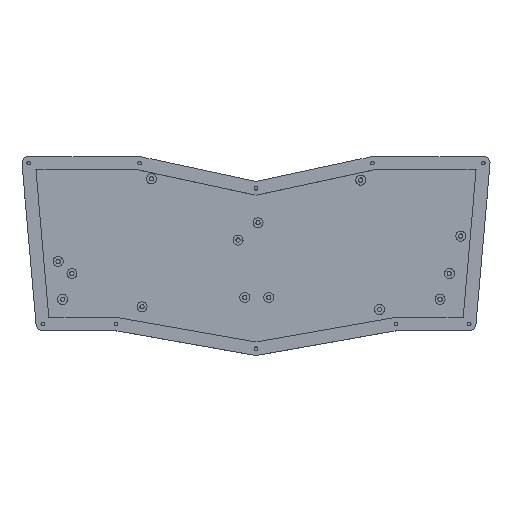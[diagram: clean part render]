
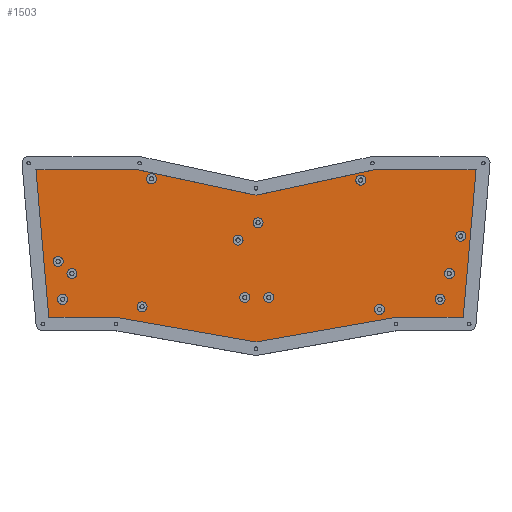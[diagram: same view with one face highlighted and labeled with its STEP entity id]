
A CAD part, top view. The second image highlights one B-rep face of the part: STEP entity #1503.
In plain terms, the highlighted planar face has unit normal (0, 0, 1).
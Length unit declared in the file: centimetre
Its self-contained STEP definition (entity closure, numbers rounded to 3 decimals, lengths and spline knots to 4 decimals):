
#27=FACE_BOUND('',#260,.T.);
#28=FACE_BOUND('',#261,.T.);
#29=FACE_BOUND('',#262,.T.);
#30=FACE_BOUND('',#263,.T.);
#31=FACE_BOUND('',#264,.T.);
#32=FACE_BOUND('',#265,.T.);
#33=FACE_BOUND('',#266,.T.);
#34=FACE_BOUND('',#267,.T.);
#35=FACE_BOUND('',#268,.T.);
#36=FACE_BOUND('',#269,.T.);
#37=FACE_BOUND('',#270,.T.);
#38=FACE_BOUND('',#271,.T.);
#39=FACE_BOUND('',#272,.T.);
#40=FACE_BOUND('',#273,.T.);
#65=PLANE('',#1648);
#138=FACE_OUTER_BOUND('',#259,.T.);
#259=EDGE_LOOP('',(#1166,#1167,#1168,#1169,#1170,#1171,#1172,#1173,#1174,
#1175));
#260=EDGE_LOOP('',(#1176));
#261=EDGE_LOOP('',(#1177));
#262=EDGE_LOOP('',(#1178));
#263=EDGE_LOOP('',(#1179));
#264=EDGE_LOOP('',(#1180));
#265=EDGE_LOOP('',(#1181));
#266=EDGE_LOOP('',(#1182));
#267=EDGE_LOOP('',(#1183));
#268=EDGE_LOOP('',(#1184));
#269=EDGE_LOOP('',(#1185));
#270=EDGE_LOOP('',(#1186));
#271=EDGE_LOOP('',(#1187));
#272=EDGE_LOOP('',(#1188));
#273=EDGE_LOOP('',(#1189));
#424=LINE('',#2493,#532);
#425=LINE('',#2495,#533);
#426=LINE('',#2497,#534);
#427=LINE('',#2499,#535);
#428=LINE('',#2501,#536);
#429=LINE('',#2503,#537);
#430=LINE('',#2505,#538);
#431=LINE('',#2507,#539);
#432=LINE('',#2509,#540);
#433=LINE('',#2510,#541);
#532=VECTOR('',#1966,1.);
#533=VECTOR('',#1967,1.);
#534=VECTOR('',#1968,1.);
#535=VECTOR('',#1969,1.);
#536=VECTOR('',#1970,1.);
#537=VECTOR('',#1971,1.);
#538=VECTOR('',#1972,1.);
#539=VECTOR('',#1973,1.);
#540=VECTOR('',#1974,1.);
#541=VECTOR('',#1975,1.);
#621=CIRCLE('',#1646,0.375);
#622=CIRCLE('',#1649,0.375);
#623=CIRCLE('',#1650,0.375);
#624=CIRCLE('',#1651,0.375);
#625=CIRCLE('',#1652,0.375);
#626=CIRCLE('',#1653,0.375);
#627=CIRCLE('',#1654,0.375);
#628=CIRCLE('',#1655,0.375);
#629=CIRCLE('',#1656,0.375);
#630=CIRCLE('',#1657,0.375);
#631=CIRCLE('',#1658,0.375);
#632=CIRCLE('',#1659,0.375);
#633=CIRCLE('',#1660,0.375);
#634=CIRCLE('',#1661,0.375);
#747=VERTEX_POINT('',#2486);
#748=VERTEX_POINT('',#2491);
#749=VERTEX_POINT('',#2492);
#750=VERTEX_POINT('',#2494);
#751=VERTEX_POINT('',#2496);
#752=VERTEX_POINT('',#2498);
#753=VERTEX_POINT('',#2500);
#754=VERTEX_POINT('',#2502);
#755=VERTEX_POINT('',#2504);
#756=VERTEX_POINT('',#2506);
#757=VERTEX_POINT('',#2508);
#758=VERTEX_POINT('',#2511);
#759=VERTEX_POINT('',#2513);
#760=VERTEX_POINT('',#2515);
#761=VERTEX_POINT('',#2517);
#762=VERTEX_POINT('',#2519);
#763=VERTEX_POINT('',#2521);
#764=VERTEX_POINT('',#2523);
#765=VERTEX_POINT('',#2525);
#766=VERTEX_POINT('',#2527);
#767=VERTEX_POINT('',#2529);
#768=VERTEX_POINT('',#2531);
#769=VERTEX_POINT('',#2533);
#770=VERTEX_POINT('',#2535);
#905=EDGE_CURVE('',#747,#747,#621,.T.);
#906=EDGE_CURVE('',#748,#749,#424,.T.);
#907=EDGE_CURVE('',#749,#750,#425,.T.);
#908=EDGE_CURVE('',#750,#751,#426,.T.);
#909=EDGE_CURVE('',#751,#752,#427,.T.);
#910=EDGE_CURVE('',#752,#753,#428,.T.);
#911=EDGE_CURVE('',#753,#754,#429,.T.);
#912=EDGE_CURVE('',#754,#755,#430,.T.);
#913=EDGE_CURVE('',#755,#756,#431,.T.);
#914=EDGE_CURVE('',#756,#757,#432,.T.);
#915=EDGE_CURVE('',#757,#748,#433,.T.);
#916=EDGE_CURVE('',#758,#758,#622,.T.);
#917=EDGE_CURVE('',#759,#759,#623,.T.);
#918=EDGE_CURVE('',#760,#760,#624,.T.);
#919=EDGE_CURVE('',#761,#761,#625,.T.);
#920=EDGE_CURVE('',#762,#762,#626,.T.);
#921=EDGE_CURVE('',#763,#763,#627,.T.);
#922=EDGE_CURVE('',#764,#764,#628,.T.);
#923=EDGE_CURVE('',#765,#765,#629,.T.);
#924=EDGE_CURVE('',#766,#766,#630,.T.);
#925=EDGE_CURVE('',#767,#767,#631,.T.);
#926=EDGE_CURVE('',#768,#768,#632,.T.);
#927=EDGE_CURVE('',#769,#769,#633,.T.);
#928=EDGE_CURVE('',#770,#770,#634,.T.);
#1166=ORIENTED_EDGE('',*,*,#906,.T.);
#1167=ORIENTED_EDGE('',*,*,#907,.T.);
#1168=ORIENTED_EDGE('',*,*,#908,.T.);
#1169=ORIENTED_EDGE('',*,*,#909,.T.);
#1170=ORIENTED_EDGE('',*,*,#910,.T.);
#1171=ORIENTED_EDGE('',*,*,#911,.T.);
#1172=ORIENTED_EDGE('',*,*,#912,.T.);
#1173=ORIENTED_EDGE('',*,*,#913,.T.);
#1174=ORIENTED_EDGE('',*,*,#914,.T.);
#1175=ORIENTED_EDGE('',*,*,#915,.T.);
#1176=ORIENTED_EDGE('',*,*,#916,.T.);
#1177=ORIENTED_EDGE('',*,*,#917,.T.);
#1178=ORIENTED_EDGE('',*,*,#918,.F.);
#1179=ORIENTED_EDGE('',*,*,#919,.F.);
#1180=ORIENTED_EDGE('',*,*,#920,.F.);
#1181=ORIENTED_EDGE('',*,*,#921,.F.);
#1182=ORIENTED_EDGE('',*,*,#922,.F.);
#1183=ORIENTED_EDGE('',*,*,#923,.F.);
#1184=ORIENTED_EDGE('',*,*,#924,.F.);
#1185=ORIENTED_EDGE('',*,*,#925,.F.);
#1186=ORIENTED_EDGE('',*,*,#926,.F.);
#1187=ORIENTED_EDGE('',*,*,#927,.F.);
#1188=ORIENTED_EDGE('',*,*,#928,.T.);
#1189=ORIENTED_EDGE('',*,*,#905,.T.);
#1503=ADVANCED_FACE('',(#138,#27,#28,#29,#30,#31,#32,#33,#34,#35,#36,#37,
#38,#39,#40),#65,.F.);
#1646=AXIS2_PLACEMENT_3D('',#2488,#1960,#1961);
#1648=AXIS2_PLACEMENT_3D('',#2490,#1964,#1965);
#1649=AXIS2_PLACEMENT_3D('',#2512,#1976,#1977);
#1650=AXIS2_PLACEMENT_3D('',#2514,#1978,#1979);
#1651=AXIS2_PLACEMENT_3D('',#2516,#1980,#1981);
#1652=AXIS2_PLACEMENT_3D('',#2518,#1982,#1983);
#1653=AXIS2_PLACEMENT_3D('',#2520,#1984,#1985);
#1654=AXIS2_PLACEMENT_3D('',#2522,#1986,#1987);
#1655=AXIS2_PLACEMENT_3D('',#2524,#1988,#1989);
#1656=AXIS2_PLACEMENT_3D('',#2526,#1990,#1991);
#1657=AXIS2_PLACEMENT_3D('',#2528,#1992,#1993);
#1658=AXIS2_PLACEMENT_3D('',#2530,#1994,#1995);
#1659=AXIS2_PLACEMENT_3D('',#2532,#1996,#1997);
#1660=AXIS2_PLACEMENT_3D('',#2534,#1998,#1999);
#1661=AXIS2_PLACEMENT_3D('',#2536,#2000,#2001);
#1960=DIRECTION('center_axis',(0.,0.,-1.));
#1961=DIRECTION('ref_axis',(-1.,0.,0.));
#1964=DIRECTION('center_axis',(0.,0.,-1.));
#1965=DIRECTION('ref_axis',(1.,0.,0.));
#1966=DIRECTION('',(-1.,0.,0.));
#1967=DIRECTION('',(-0.978,-0.21,0.));
#1968=DIRECTION('',(-0.978,0.21,0.));
#1969=DIRECTION('',(-1.,0.,0.));
#1970=DIRECTION('',(0.087,-0.996,0.));
#1971=DIRECTION('',(1.,0.,0.));
#1972=DIRECTION('',(0.985,-0.174,0.));
#1973=DIRECTION('',(0.985,0.174,0.));
#1974=DIRECTION('',(1.,0.,0.));
#1975=DIRECTION('',(0.087,0.996,0.));
#1976=DIRECTION('center_axis',(0.,0.,-1.));
#1977=DIRECTION('ref_axis',(-1.,0.,0.));
#1978=DIRECTION('center_axis',(0.,0.,-1.));
#1979=DIRECTION('ref_axis',(-1.,0.,0.));
#1980=DIRECTION('center_axis',(0.,0.,1.));
#1981=DIRECTION('ref_axis',(1.,0.,0.));
#1982=DIRECTION('center_axis',(0.,0.,1.));
#1983=DIRECTION('ref_axis',(1.,0.,0.));
#1984=DIRECTION('center_axis',(0.,0.,1.));
#1985=DIRECTION('ref_axis',(1.,0.,0.));
#1986=DIRECTION('center_axis',(0.,0.,1.));
#1987=DIRECTION('ref_axis',(1.,0.,0.));
#1988=DIRECTION('center_axis',(0.,0.,1.));
#1989=DIRECTION('ref_axis',(1.,0.,0.));
#1990=DIRECTION('center_axis',(0.,0.,1.));
#1991=DIRECTION('ref_axis',(1.,0.,0.));
#1992=DIRECTION('center_axis',(0.,0.,1.));
#1993=DIRECTION('ref_axis',(1.,0.,0.));
#1994=DIRECTION('center_axis',(0.,0.,1.));
#1995=DIRECTION('ref_axis',(1.,0.,0.));
#1996=DIRECTION('center_axis',(0.,0.,1.));
#1997=DIRECTION('ref_axis',(1.,0.,0.));
#1998=DIRECTION('center_axis',(0.,0.,1.));
#1999=DIRECTION('ref_axis',(1.,0.,0.));
#2000=DIRECTION('center_axis',(0.,0.,-1.));
#2001=DIRECTION('ref_axis',(-1.,0.,0.));
#2486=CARTESIAN_POINT('',(-14.3101,-3.3897,-1.849));
#2488=CARTESIAN_POINT('Origin',(-14.6851,-3.3897,-1.849));
#2490=CARTESIAN_POINT('Origin',(-0.1821,-0.1469,-1.849));
#2491=CARTESIAN_POINT('',(16.3256,6.3121,-1.849));
#2492=CARTESIAN_POINT('',(8.6058,6.3121,-1.849));
#2493=CARTESIAN_POINT('',(8.6058,6.3121,-1.849));
#2494=CARTESIAN_POINT('',(-0.1821,4.421,-1.849));
#2495=CARTESIAN_POINT('',(8.6058,6.3121,-1.849));
#2496=CARTESIAN_POINT('',(-8.9701,6.3121,-1.849));
#2497=CARTESIAN_POINT('',(-8.9701,6.3121,-1.849));
#2498=CARTESIAN_POINT('',(-16.6898,6.3121,-1.849));
#2499=CARTESIAN_POINT('',(-8.9701,6.3121,-1.849));
#2500=CARTESIAN_POINT('',(-15.7223,-4.7464,-1.849));
#2501=CARTESIAN_POINT('',(-16.6898,6.3121,-1.849));
#2502=CARTESIAN_POINT('',(-10.6394,-4.7464,-1.849));
#2503=CARTESIAN_POINT('',(-15.7223,-4.7464,-1.849));
#2504=CARTESIAN_POINT('',(-0.1821,-6.5904,-1.849));
#2505=CARTESIAN_POINT('',(-10.6394,-4.7464,-1.849));
#2506=CARTESIAN_POINT('',(10.2752,-4.7464,-1.849));
#2507=CARTESIAN_POINT('',(10.2752,-4.7464,-1.849));
#2508=CARTESIAN_POINT('',(15.3581,-4.7464,-1.849));
#2509=CARTESIAN_POINT('',(15.3581,-4.7464,-1.849));
#2510=CARTESIAN_POINT('',(16.3256,6.3121,-1.849));
#2511=CARTESIAN_POINT('',(13.9959,-3.3897,-1.849));
#2512=CARTESIAN_POINT('Origin',(13.6209,-3.3897,-1.849));
#2513=CARTESIAN_POINT('',(-13.6101,-1.4597,-1.849));
#2514=CARTESIAN_POINT('Origin',(-13.9851,-1.4597,-1.849));
#2515=CARTESIAN_POINT('',(-8.4025,5.65,-1.849));
#2516=CARTESIAN_POINT('Origin',(-8.0275,5.65,-1.849));
#2517=CARTESIAN_POINT('',(8.6975,-4.15,-1.849));
#2518=CARTESIAN_POINT('Origin',(9.0725,-4.15,-1.849));
#2519=CARTESIAN_POINT('',(0.3975,-3.25,-1.849));
#2520=CARTESIAN_POINT('Origin',(0.7725,-3.25,-1.849));
#2521=CARTESIAN_POINT('',(-1.9025,1.05,-1.849));
#2522=CARTESIAN_POINT('Origin',(-1.5275,1.05,-1.849));
#2523=CARTESIAN_POINT('',(7.2975,5.55,-1.849));
#2524=CARTESIAN_POINT('Origin',(7.6725,5.55,-1.849));
#2525=CARTESIAN_POINT('',(-15.4025,-0.55,-1.849));
#2526=CARTESIAN_POINT('Origin',(-15.0275,-0.55,-1.849));
#2527=CARTESIAN_POINT('',(-0.4025,2.35,-1.849));
#2528=CARTESIAN_POINT('Origin',(-0.0275,2.35,-1.849));
#2529=CARTESIAN_POINT('',(14.7975,1.35,-1.849));
#2530=CARTESIAN_POINT('Origin',(15.1725,1.35,-1.849));
#2531=CARTESIAN_POINT('',(-1.4025,-3.25,-1.849));
#2532=CARTESIAN_POINT('Origin',(-1.0275,-3.25,-1.849));
#2533=CARTESIAN_POINT('',(-9.1025,-3.95,-1.849));
#2534=CARTESIAN_POINT('Origin',(-8.7275,-3.95,-1.849));
#2535=CARTESIAN_POINT('',(14.6959,-1.4597,-1.849));
#2536=CARTESIAN_POINT('Origin',(14.3209,-1.4597,-1.849));
